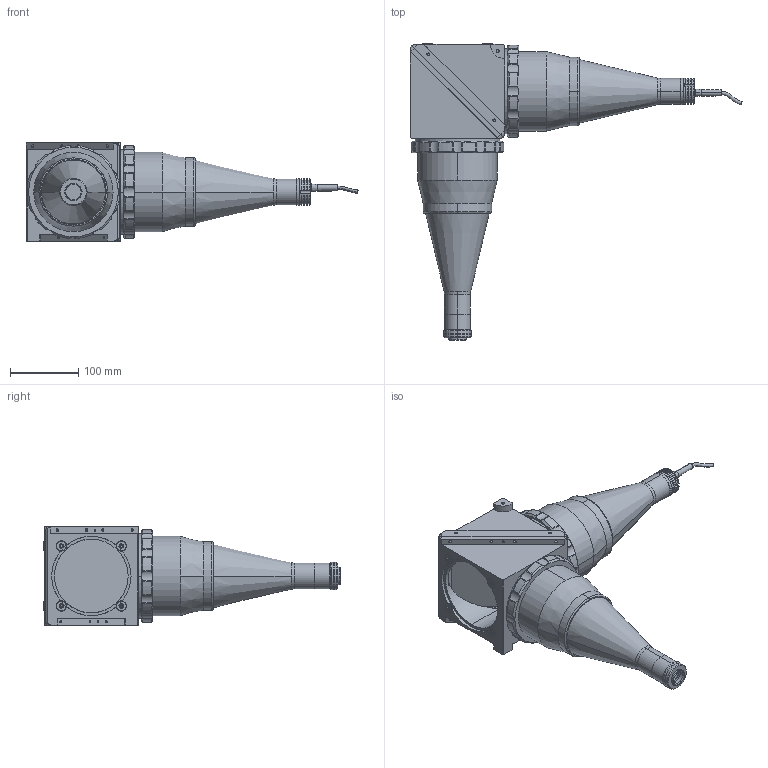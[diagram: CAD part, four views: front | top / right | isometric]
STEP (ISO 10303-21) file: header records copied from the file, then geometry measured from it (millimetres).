
FILE_DESCRIPTION (( 'STEP AP214' ), '1' );
FILE_NAME ('TCCXQ011-X.STEP', '2014-07-08T08:31:11', ( '' ), ( '' ), 'SwSTEP 2.0', 'SolidWorks 2013', '' );
FILE_SCHEMA (( 'AUTOMOTIVE_DESIGN' ));
Length unit declared in the file: millimetre
Products named in the file (1): TCCXQ011-X
Bounding box: 485.52 x 433.09 x 144 mm (x, y, z)
Surface area: 339526.4 mm2 (no closed solid volume)
Topology: 0 solids, 44 shells, 532 faces, 1585 edges, 1086 vertices
Faces by surface type: cylinder 297, plane 111, cone 109, bspline 15
Entity records: 29963 total; most frequent: CARTESIAN_POINT 10006, DIRECTION 2949, ORIENTED_EDGE 2762, EDGE_CURVE 1585, AXIS2_PLACEMENT_3D 1161, VERTEX_POINT 1086, CIRCLE 643, LINE 627
